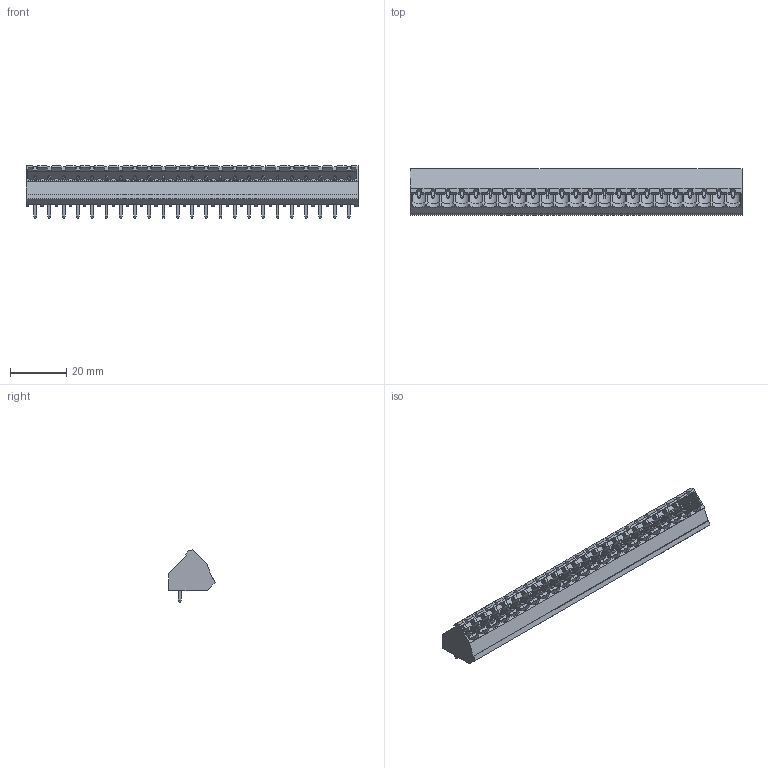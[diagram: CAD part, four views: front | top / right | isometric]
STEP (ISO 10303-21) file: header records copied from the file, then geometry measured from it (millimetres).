
FILE_DESCRIPTION( ( 'Unknown' ), '1' );
FILE_NAME( '691314520123.stp', 'Unknown', ( 'Unknown' ), ( 'Unknown' ), 'PSStep 15.0.49', 'Unknown', ' ' );
FILE_SCHEMA( ( 'AUTOMOTIVE_DESIGN { 1 0 10303 214 1 1 1 1 }' ) );
Length unit declared in the file: millimetre
Products named in the file (3): Assem1; 6913145201xx_PIN; 691314520123
Assembly tree (24 placements, depth 2):
  Assem1
    6913145201xx_PIN  x23
    691314520123
Bounding box: 118.24 x 16.5 x 18.6 mm (x, y, z)
Volume: 7233.7 mm3; surface area: 16210.8 mm2
Topology: 24 solids, 24 shells, 1337 faces, 3633 edges, 2321 vertices
Faces by surface type: plane 1245, cylinder 46, cone 23, torus 23
Full cylindrical faces by diameter (mm): 2.75 x23
Entity records: 40097 total; most frequent: CARTESIAN_POINT 6029, ORIENTED_EDGE 5632, DIRECTION 5089, EDGE_CURVE 2816, LINE 2425, VECTOR 2425, VERTEX_POINT 1858, AXIS2_PLACEMENT_3D 1332
